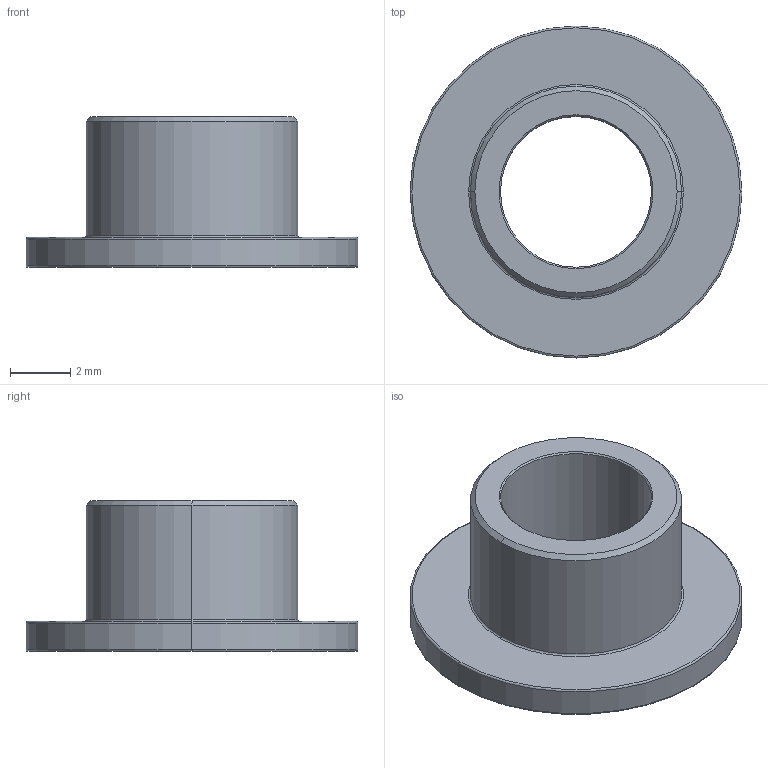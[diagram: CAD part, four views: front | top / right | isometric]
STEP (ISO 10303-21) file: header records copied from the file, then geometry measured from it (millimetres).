
FILE_DESCRIPTION (( 'STEP AP203' ), '1' );
FILE_NAME ('2705T117_Moisture-Resistant Dry-Running Flanged Sleeve Bearing.STEP', '2026-01-18T23:14:19', ( 'McMaster Carr Supply' ), ( 'McMaster Carr Supply' ), 'SwSTEP 2.0', 'SolidWorks 2024', '' );
FILE_SCHEMA (( 'CONFIG_CONTROL_DESIGN' ));
Length unit declared in the file: millimetre
Products named in the file (1): 2705T117_Moisture-Resistant Dry-Running Flanged Sleeve Bearing
Bounding box: 11 x 11 x 5 mm (x, y, z)
Volume: 150.5 mm3; surface area: 346.6 mm2
Topology: 1 solids, 1 shells, 21 faces, 42 edges, 24 vertices
Faces by surface type: torus 6, cone 6, cylinder 6, plane 3
Entity records: 631 total; most frequent: DIRECTION 116, CARTESIAN_POINT 88, ORIENTED_EDGE 84, AXIS2_PLACEMENT_3D 52, EDGE_CURVE 42, CIRCLE 30, VERTEX_POINT 24, EDGE_LOOP 24
